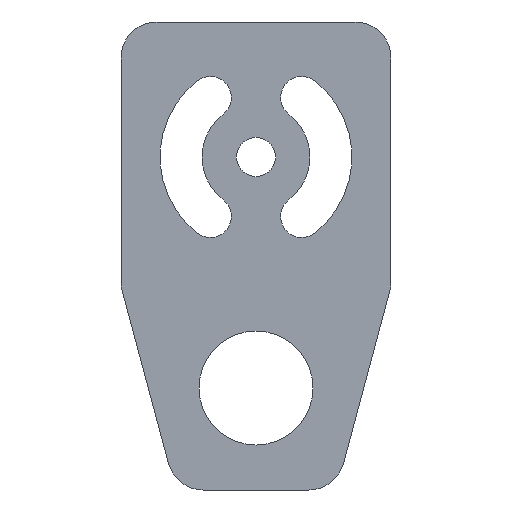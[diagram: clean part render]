
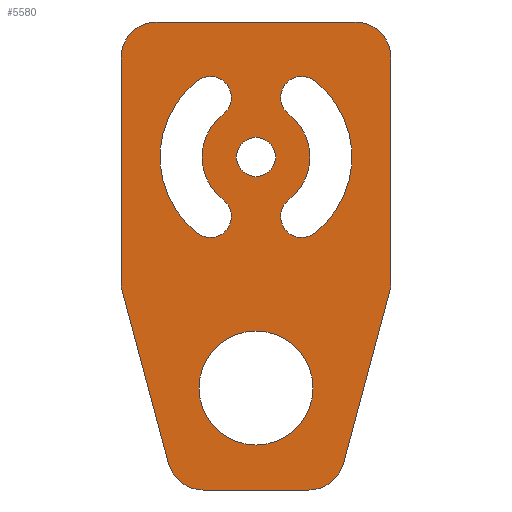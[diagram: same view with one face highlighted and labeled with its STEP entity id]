
A CAD part, front view. The second image highlights one B-rep face of the part: STEP entity #5580.
In plain terms, the highlighted planar face has unit normal (0, -1, 0).
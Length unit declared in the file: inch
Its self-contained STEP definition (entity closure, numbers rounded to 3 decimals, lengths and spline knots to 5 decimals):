
#1009=DIRECTION('',(-0.259,0.,-0.966));
#1010=VECTOR('',#1009,1.20454);
#1011=CARTESIAN_POINT('',(0.88583,-0.10236,
-0.84646));
#1012=LINE('',#1011,#1010);
#1013=CARTESIAN_POINT('',(0.3459,-0.10236,
-1.94882));
#1014=DIRECTION('',(0.,1.,0.));
#1015=DIRECTION('',(0.966,0.,-0.259));
#1016=AXIS2_PLACEMENT_3D('',#1013,#1014,#1015);
#1018=DIRECTION('',(-1.,0.,0.));
#1019=VECTOR('',#1018,0.69179);
#1020=CARTESIAN_POINT('',(0.3459,-0.10236,
-2.18504));
#1021=LINE('',#1020,#1019);
#1022=CARTESIAN_POINT('',(-0.3459,-0.10236,
-1.94882));
#1023=DIRECTION('',(0.,1.,0.));
#1024=DIRECTION('',(0.,0.,-1.));
#1025=AXIS2_PLACEMENT_3D('',#1022,#1023,#1024);
#1027=DIRECTION('',(-0.259,0.,0.966));
#1028=VECTOR('',#1027,1.20454);
#1029=CARTESIAN_POINT('',(-0.57407,-0.10236,
-2.00996));
#1030=LINE('',#1029,#1028);
#1031=DIRECTION('',(0.,0.,1.));
#1032=VECTOR('',#1031,1.49606);
#1033=CARTESIAN_POINT('',(-0.88583,-0.10236,
-0.84646));
#1034=LINE('',#1033,#1032);
#1035=CARTESIAN_POINT('',(-0.64961,-0.10236,
0.64961));
#1036=DIRECTION('',(0.,1.,0.));
#1037=DIRECTION('',(-1.,0.,0.));
#1038=AXIS2_PLACEMENT_3D('',#1035,#1036,#1037);
#1040=DIRECTION('',(1.,0.,0.));
#1041=VECTOR('',#1040,1.29921);
#1042=CARTESIAN_POINT('',(-0.64961,-0.10236,
0.88583));
#1043=LINE('',#1042,#1041);
#1044=CARTESIAN_POINT('',(0.64961,-0.10236,
0.64961));
#1045=DIRECTION('',(0.,1.,0.));
#1046=DIRECTION('',(0.,0.,1.));
#1047=AXIS2_PLACEMENT_3D('',#1044,#1045,#1046);
#1049=DIRECTION('',(0.,0.,-1.));
#1050=VECTOR('',#1049,1.49606);
#1051=CARTESIAN_POINT('',(0.88583,-0.10236,
0.64961));
#1052=LINE('',#1051,#1050);
#1053=CARTESIAN_POINT('',(0.,-0.10236,-1.51575));
#1054=DIRECTION('',(0.,-1.,0.));
#1055=DIRECTION('',(0.,0.,1.));
#1056=AXIS2_PLACEMENT_3D('',#1053,#1054,#1055);
#1058=CARTESIAN_POINT('',(0.,-0.10236,-1.51575));
#1059=DIRECTION('',(0.,-1.,0.));
#1060=DIRECTION('',(0.,0.,-1.));
#1061=AXIS2_PLACEMENT_3D('',#1058,#1059,#1060);
#1063=CARTESIAN_POINT('',(0.,-0.10236,0.));
#1064=DIRECTION('',(0.,-1.,0.));
#1065=DIRECTION('',(0.,0.,1.));
#1066=AXIS2_PLACEMENT_3D('',#1063,#1064,#1065);
#1068=CARTESIAN_POINT('',(0.,-0.10236,0.));
#1069=DIRECTION('',(0.,-1.,0.));
#1070=DIRECTION('',(0.,0.,-1.));
#1071=AXIS2_PLACEMENT_3D('',#1068,#1069,#1070);
#1073=CARTESIAN_POINT('',(0.,-0.10236,0.));
#1074=DIRECTION('',(0.,1.,0.));
#1075=DIRECTION('',(0.609,0.,0.793));
#1076=AXIS2_PLACEMENT_3D('',#1073,#1074,#1075);
#1078=CARTESIAN_POINT('',(0.29959,-0.10236,
-0.39043));
#1079=DIRECTION('',(0.,-1.,0.));
#1080=DIRECTION('',(-0.609,0.,0.793));
#1081=AXIS2_PLACEMENT_3D('',#1078,#1079,#1080);
#1083=CARTESIAN_POINT('',(0.,-0.10236,0.));
#1084=DIRECTION('',(0.,-1.,0.));
#1085=DIRECTION('',(0.609,0.,-0.793));
#1086=AXIS2_PLACEMENT_3D('',#1083,#1084,#1085);
#1088=CARTESIAN_POINT('',(0.29959,-0.10236,
0.39043));
#1089=DIRECTION('',(0.,-1.,0.));
#1090=DIRECTION('',(0.609,0.,0.793));
#1091=AXIS2_PLACEMENT_3D('',#1088,#1089,#1090);
#1093=CARTESIAN_POINT('',(0.,-0.10236,0.));
#1094=DIRECTION('',(0.,-1.,0.));
#1095=DIRECTION('',(-0.609,0.,0.793));
#1096=AXIS2_PLACEMENT_3D('',#1093,#1094,#1095);
#1098=CARTESIAN_POINT('',(-0.29959,-0.10236,
-0.39043));
#1099=DIRECTION('',(0.,-1.,0.));
#1100=DIRECTION('',(-0.609,0.,-0.793));
#1101=AXIS2_PLACEMENT_3D('',#1098,#1099,#1100);
#1103=CARTESIAN_POINT('',(0.,-0.10236,0.));
#1104=DIRECTION('',(0.,1.,0.));
#1105=DIRECTION('',(-0.609,0.,-0.793));
#1106=AXIS2_PLACEMENT_3D('',#1103,#1104,#1105);
#1108=CARTESIAN_POINT('',(-0.29959,-0.10236,
0.39043));
#1109=DIRECTION('',(0.,-1.,0.));
#1110=DIRECTION('',(0.609,0.,-0.793));
#1111=AXIS2_PLACEMENT_3D('',#1108,#1109,#1110);
#3713=CARTESIAN_POINT('',(0.,-0.10236,-1.14173));
#3714=CARTESIAN_POINT('',(0.,-0.10236,-1.88976));
#3715=VERTEX_POINT('',#3713);
#3716=VERTEX_POINT('',#3714);
#3717=CARTESIAN_POINT('',(0.,-0.10236,0.12854));
#3718=CARTESIAN_POINT('',(0.,-0.10236,-0.12854));
#3719=VERTEX_POINT('',#3717);
#3720=VERTEX_POINT('',#3718);
#3721=CARTESIAN_POINT('',(0.88583,-0.10236,
-0.84646));
#3722=CARTESIAN_POINT('',(0.57407,-0.10236,
-2.00996));
#3723=VERTEX_POINT('',#3721);
#3724=VERTEX_POINT('',#3722);
#3725=CARTESIAN_POINT('',(0.3459,-0.10236,
-2.18504));
#3726=VERTEX_POINT('',#3725);
#3727=CARTESIAN_POINT('',(-0.3459,-0.10236,
-2.18504));
#3728=VERTEX_POINT('',#3727);
#3729=CARTESIAN_POINT('',(-0.57407,-0.10236,
-2.00996));
#3730=VERTEX_POINT('',#3729);
#3731=CARTESIAN_POINT('',(-0.88583,-0.10236,
-0.84646));
#3732=VERTEX_POINT('',#3731);
#3733=CARTESIAN_POINT('',(-0.88583,-0.10236,
0.64961));
#3734=VERTEX_POINT('',#3733);
#3735=CARTESIAN_POINT('',(-0.64961,-0.10236,
0.88583));
#3736=VERTEX_POINT('',#3735);
#3737=CARTESIAN_POINT('',(0.64961,-0.10236,
0.88583));
#3738=VERTEX_POINT('',#3737);
#3739=CARTESIAN_POINT('',(0.88583,-0.10236,
0.64961));
#3740=VERTEX_POINT('',#3739);
#3741=CARTESIAN_POINT('',(0.2157,-0.10236,
0.28111));
#3742=CARTESIAN_POINT('',(0.2157,-0.10236,
-0.28111));
#3743=VERTEX_POINT('',#3741);
#3744=VERTEX_POINT('',#3742);
#3745=CARTESIAN_POINT('',(0.38347,-0.10236,
-0.49975));
#3746=VERTEX_POINT('',#3745);
#3747=CARTESIAN_POINT('',(0.38347,-0.10236,
0.49975));
#3748=VERTEX_POINT('',#3747);
#3749=CARTESIAN_POINT('',(-0.38347,-0.10236,
0.49975));
#3750=CARTESIAN_POINT('',(-0.38347,-0.10236,
-0.49975));
#3751=VERTEX_POINT('',#3749);
#3752=VERTEX_POINT('',#3750);
#3753=CARTESIAN_POINT('',(-0.2157,-0.10236,
-0.28111));
#3754=VERTEX_POINT('',#3753);
#3755=CARTESIAN_POINT('',(-0.2157,-0.10236,
0.28111));
#3756=VERTEX_POINT('',#3755);
#5531=CARTESIAN_POINT('',(0.,-0.10236,0.));
#5532=DIRECTION('',(0.,1.,0.));
#5533=DIRECTION('',(0.,0.,1.));
#5534=AXIS2_PLACEMENT_3D('',#5531,#5532,#5533);
#5535=PLANE('',#5534);
#5536=ORIENTED_EDGE('',*,*,#5399,.T.);
#5537=ORIENTED_EDGE('',*,*,#5414,.T.);
#5538=ORIENTED_EDGE('',*,*,#5428,.T.);
#5539=ORIENTED_EDGE('',*,*,#5442,.T.);
#5540=ORIENTED_EDGE('',*,*,#5456,.T.);
#5541=ORIENTED_EDGE('',*,*,#5470,.T.);
#5542=ORIENTED_EDGE('',*,*,#5484,.T.);
#5543=ORIENTED_EDGE('',*,*,#5498,.T.);
#5544=ORIENTED_EDGE('',*,*,#5512,.T.);
#5545=ORIENTED_EDGE('',*,*,#5525,.T.);
#5546=EDGE_LOOP('',(#5536,#5537,#5538,#5539,#5540,#5541,#5542,#5543,#5544,
#5545));
#5547=FACE_OUTER_BOUND('',#5546,.F.);
#5549=ORIENTED_EDGE('',*,*,#5548,.T.);
#5551=ORIENTED_EDGE('',*,*,#5550,.T.);
#5552=EDGE_LOOP('',(#5549,#5551));
#5553=FACE_BOUND('',#5552,.F.);
#5555=ORIENTED_EDGE('',*,*,#5554,.T.);
#5557=ORIENTED_EDGE('',*,*,#5556,.T.);
#5558=EDGE_LOOP('',(#5555,#5557));
#5559=FACE_BOUND('',#5558,.F.);
#5561=ORIENTED_EDGE('',*,*,#5560,.T.);
#5563=ORIENTED_EDGE('',*,*,#5562,.T.);
#5565=ORIENTED_EDGE('',*,*,#5564,.T.);
#5567=ORIENTED_EDGE('',*,*,#5566,.T.);
#5568=EDGE_LOOP('',(#5561,#5563,#5565,#5567));
#5569=FACE_BOUND('',#5568,.F.);
#5571=ORIENTED_EDGE('',*,*,#5570,.T.);
#5573=ORIENTED_EDGE('',*,*,#5572,.T.);
#5575=ORIENTED_EDGE('',*,*,#5574,.T.);
#5577=ORIENTED_EDGE('',*,*,#5576,.T.);
#5578=EDGE_LOOP('',(#5571,#5573,#5575,#5577));
#5579=FACE_BOUND('',#5578,.F.);
#5580=ADVANCED_FACE('',(#5547,#5553,#5559,#5569,#5579),#5535,.F.);
#1017=CIRCLE('',#1016,0.23622);
#1026=CIRCLE('',#1025,0.23622);
#1039=CIRCLE('',#1038,0.23622);
#1048=CIRCLE('',#1047,0.23622);
#1057=CIRCLE('',#1056,0.37402);
#1062=CIRCLE('',#1061,0.37402);
#1067=CIRCLE('',#1066,0.12854);
#1072=CIRCLE('',#1071,0.12854);
#1077=CIRCLE('',#1076,0.35433);
#1082=CIRCLE('',#1081,0.1378);
#1087=CIRCLE('',#1086,0.62992);
#1092=CIRCLE('',#1091,0.1378);
#1097=CIRCLE('',#1096,0.62992);
#1102=CIRCLE('',#1101,0.1378);
#1107=CIRCLE('',#1106,0.35433);
#1112=CIRCLE('',#1111,0.1378);
#5399=EDGE_CURVE('',#3723,#3724,#1012,.T.);
#5414=EDGE_CURVE('',#3724,#3726,#1017,.T.);
#5428=EDGE_CURVE('',#3726,#3728,#1021,.T.);
#5442=EDGE_CURVE('',#3728,#3730,#1026,.T.);
#5456=EDGE_CURVE('',#3730,#3732,#1030,.T.);
#5470=EDGE_CURVE('',#3732,#3734,#1034,.T.);
#5484=EDGE_CURVE('',#3734,#3736,#1039,.T.);
#5498=EDGE_CURVE('',#3736,#3738,#1043,.T.);
#5512=EDGE_CURVE('',#3738,#3740,#1048,.T.);
#5525=EDGE_CURVE('',#3740,#3723,#1052,.T.);
#5548=EDGE_CURVE('',#3715,#3716,#1057,.T.);
#5550=EDGE_CURVE('',#3716,#3715,#1062,.T.);
#5554=EDGE_CURVE('',#3719,#3720,#1067,.T.);
#5556=EDGE_CURVE('',#3720,#3719,#1072,.T.);
#5560=EDGE_CURVE('',#3743,#3744,#1077,.T.);
#5562=EDGE_CURVE('',#3744,#3746,#1082,.T.);
#5564=EDGE_CURVE('',#3746,#3748,#1087,.T.);
#5566=EDGE_CURVE('',#3748,#3743,#1092,.T.);
#5570=EDGE_CURVE('',#3751,#3752,#1097,.T.);
#5572=EDGE_CURVE('',#3752,#3754,#1102,.T.);
#5574=EDGE_CURVE('',#3754,#3756,#1107,.T.);
#5576=EDGE_CURVE('',#3756,#3751,#1112,.T.);
